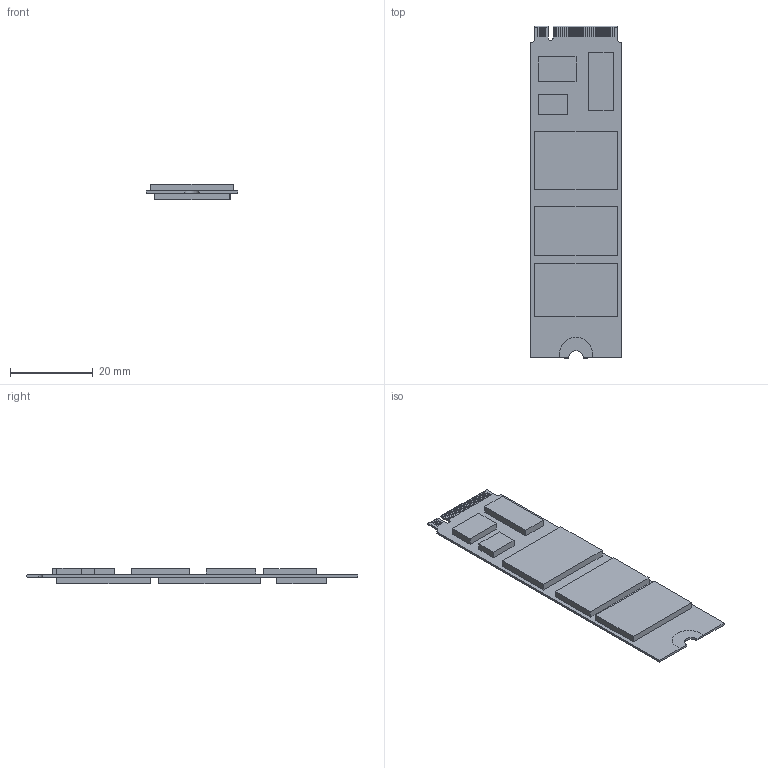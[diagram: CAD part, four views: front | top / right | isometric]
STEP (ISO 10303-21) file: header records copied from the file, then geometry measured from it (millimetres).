
FILE_DESCRIPTION(('HOOPS Exchange Step'),'2;1');
FILE_NAME('temp_export','2024-07-28T21:09:42+20:00',('byran'),('Shapr3D Limited'),'HOOPS Exchange 2024.2','Shapr3D','Authorized');
FILE_SCHEMA( ('AUTOMOTIVE_DESIGN { 1 0 10303 214 1 1 1 1 }') );
Length unit declared in the file: millimetre
Products named in the file (3): SSD.SLDPRT; 2280_SSD.step; root
Assembly tree (2 placements, depth 3):
  root
    2280_SSD.step
      SSD.SLDPRT
Bounding box: 22 x 80 x 3.8 mm (x, y, z)
Volume: 4162.7 mm3; surface area: 4919 mm2
Topology: 2 solids, 2 shells, 411 faces, 1063 edges, 664 vertices
Faces by surface type: plane 403, cylinder 8
Entity records: 12273 total; most frequent: CARTESIAN_POINT 2141, ORIENTED_EDGE 2126, DIRECTION 1907, EDGE_CURVE 1063, VECTOR 1047, LINE 1047, VERTEX_POINT 664, AXIS2_PLACEMENT_3D 430
